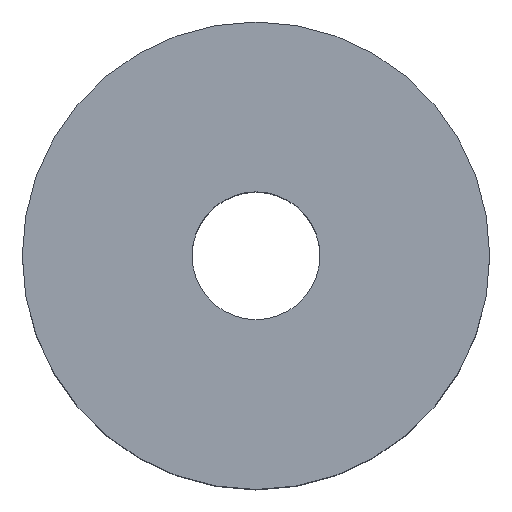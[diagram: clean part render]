
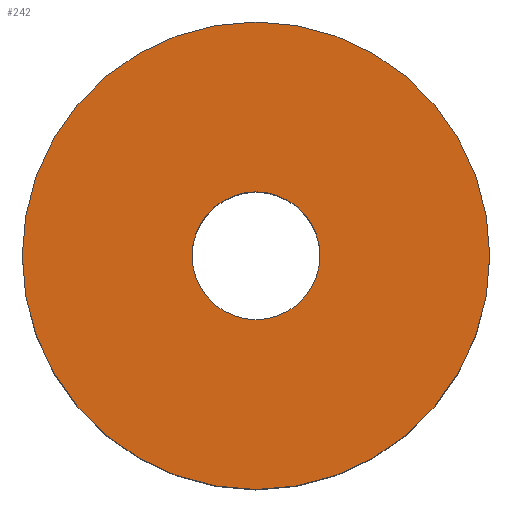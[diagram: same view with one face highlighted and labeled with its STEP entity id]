
A CAD part, top view. The second image highlights one B-rep face of the part: STEP entity #242.
In plain terms, the highlighted planar face has unit normal (0, 0, 1).
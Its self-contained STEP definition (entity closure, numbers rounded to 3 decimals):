
#90 = CONICAL_SURFACE('',#91,5.,0.507);
#91 = AXIS2_PLACEMENT_3D('',#92,#93,#94);
#92 = CARTESIAN_POINT('',(0.,0.,4.5));
#93 = DIRECTION('',(0.,0.,1.));
#94 = DIRECTION('',(1.,0.,0.));
#125 = CYLINDRICAL_SURFACE('',#126,2.05);
#126 = AXIS2_PLACEMENT_3D('',#127,#128,#129);
#127 = CARTESIAN_POINT('',(0.,0.,0.));
#128 = DIRECTION('',(-0.,-0.,-1.));
#129 = DIRECTION('',(1.,0.,0.));
#142 = VERTEX_POINT('',#143);
#143 = CARTESIAN_POINT('',(7.5,0.,9.));
#161 = EDGE_CURVE('',#142,#142,#162,.T.);
#162 = SURFACE_CURVE('',#163,(#168,#175),.PCURVE_S1.);
#163 = CIRCLE('',#164,7.5);
#164 = AXIS2_PLACEMENT_3D('',#165,#166,#167);
#165 = CARTESIAN_POINT('',(0.,0.,9.));
#166 = DIRECTION('',(0.,0.,1.));
#167 = DIRECTION('',(1.,0.,0.));
#168 = PCURVE('',#90,#169);
#169 = DEFINITIONAL_REPRESENTATION('',(#170),#174);
#170 = LINE('',#171,#172);
#171 = CARTESIAN_POINT('',(0.,4.5));
#172 = VECTOR('',#173,1.);
#173 = DIRECTION('',(1.,0.));
#174 = ( GEOMETRIC_REPRESENTATION_CONTEXT(2) 
PARAMETRIC_REPRESENTATION_CONTEXT() REPRESENTATION_CONTEXT('2D SPACE',''
  ) );
#175 = PCURVE('',#176,#181);
#176 = PLANE('',#177);
#177 = AXIS2_PLACEMENT_3D('',#178,#179,#180);
#178 = CARTESIAN_POINT('',(0.,0.,9.));
#179 = DIRECTION('',(0.,0.,1.));
#180 = DIRECTION('',(1.,0.,0.));
#181 = DEFINITIONAL_REPRESENTATION('',(#182),#186);
#182 = CIRCLE('',#183,7.5);
#183 = AXIS2_PLACEMENT_2D('',#184,#185);
#184 = CARTESIAN_POINT('',(0.,0.));
#185 = DIRECTION('',(1.,0.));
#186 = ( GEOMETRIC_REPRESENTATION_CONTEXT(2) 
PARAMETRIC_REPRESENTATION_CONTEXT() REPRESENTATION_CONTEXT('2D SPACE',''
  ) );
#194 = VERTEX_POINT('',#195);
#195 = CARTESIAN_POINT('',(2.05,0.,9.));
#216 = EDGE_CURVE('',#194,#194,#217,.T.);
#217 = SURFACE_CURVE('',#218,(#223,#230),.PCURVE_S1.);
#218 = CIRCLE('',#219,2.05);
#219 = AXIS2_PLACEMENT_3D('',#220,#221,#222);
#220 = CARTESIAN_POINT('',(0.,0.,9.));
#221 = DIRECTION('',(0.,0.,-1.));
#222 = DIRECTION('',(1.,0.,0.));
#223 = PCURVE('',#125,#224);
#224 = DEFINITIONAL_REPRESENTATION('',(#225),#229);
#225 = LINE('',#226,#227);
#226 = CARTESIAN_POINT('',(-6.283,-9.));
#227 = VECTOR('',#228,1.);
#228 = DIRECTION('',(1.,-0.));
#229 = ( GEOMETRIC_REPRESENTATION_CONTEXT(2) 
PARAMETRIC_REPRESENTATION_CONTEXT() REPRESENTATION_CONTEXT('2D SPACE',''
  ) );
#230 = PCURVE('',#176,#231);
#231 = DEFINITIONAL_REPRESENTATION('',(#232),#240);
#232 = ( BOUNDED_CURVE() B_SPLINE_CURVE(2,(#233,#234,#235,#236,#237,#238
,#239),.UNSPECIFIED.,.T.,.F.) B_SPLINE_CURVE_WITH_KNOTS((1,2,2,2,2,1),(
    -2.094,0.,2.094,4.189,6.283,
8.378),.UNSPECIFIED.) CURVE() GEOMETRIC_REPRESENTATION_ITEM() 
RATIONAL_B_SPLINE_CURVE((1.,0.5,1.,0.5,1.,0.5,1.)) REPRESENTATION_ITEM(
  '') );
#233 = CARTESIAN_POINT('',(2.05,0.));
#234 = CARTESIAN_POINT('',(2.05,-3.551));
#235 = CARTESIAN_POINT('',(-1.025,-1.775));
#236 = CARTESIAN_POINT('',(-4.1,0.));
#237 = CARTESIAN_POINT('',(-1.025,1.775));
#238 = CARTESIAN_POINT('',(2.05,3.551));
#239 = CARTESIAN_POINT('',(2.05,0.));
#240 = ( GEOMETRIC_REPRESENTATION_CONTEXT(2) 
PARAMETRIC_REPRESENTATION_CONTEXT() REPRESENTATION_CONTEXT('2D SPACE',''
  ) );
#242 = ADVANCED_FACE('',(#243,#246),#176,.T.);
#243 = FACE_BOUND('',#244,.T.);
#244 = EDGE_LOOP('',(#245));
#245 = ORIENTED_EDGE('',*,*,#161,.T.);
#246 = FACE_BOUND('',#247,.T.);
#247 = EDGE_LOOP('',(#248));
#248 = ORIENTED_EDGE('',*,*,#216,.T.);
